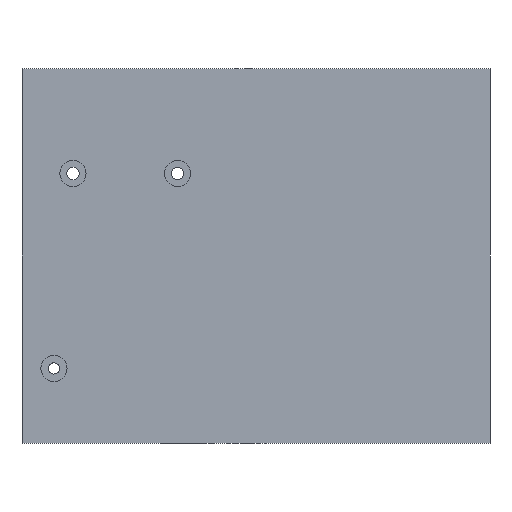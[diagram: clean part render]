
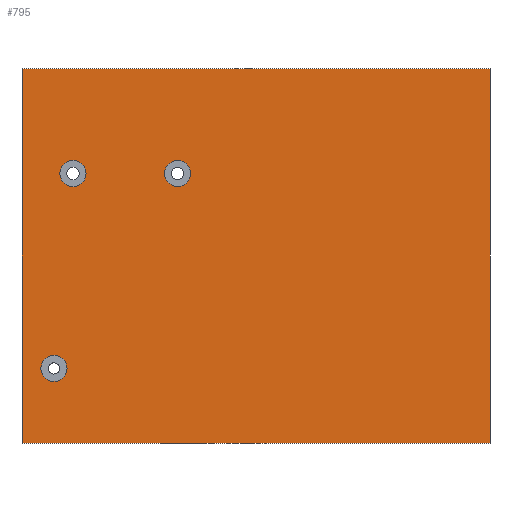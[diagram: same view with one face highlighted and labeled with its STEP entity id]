
A CAD part, front view. The second image highlights one B-rep face of the part: STEP entity #795.
In plain terms, the highlighted planar face has unit normal (0, -1, 0).
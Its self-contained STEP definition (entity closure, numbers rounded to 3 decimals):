
#34=FACE_BOUND('',#168,.T.);
#35=FACE_BOUND('',#169,.T.);
#36=FACE_BOUND('',#170,.T.);
#66=PLANE('',#872);
#107=FACE_OUTER_BOUND('',#167,.T.);
#167=EDGE_LOOP('',(#737,#738,#739,#740));
#168=EDGE_LOOP('',(#741));
#169=EDGE_LOOP('',(#742));
#170=EDGE_LOOP('',(#743));
#236=LINE('',#1238,#319);
#239=LINE('',#1243,#322);
#241=LINE('',#1247,#324);
#242=LINE('',#1249,#325);
#319=VECTOR('',#1008,10.);
#322=VECTOR('',#1013,10.);
#324=VECTOR('',#1017,10.);
#325=VECTOR('',#1020,10.);
#350=CIRCLE('',#854,3.5);
#353=CIRCLE('',#859,3.5);
#356=CIRCLE('',#864,3.5);
#411=VERTEX_POINT('',#1235);
#412=VERTEX_POINT('',#1237);
#413=VERTEX_POINT('',#1241);
#414=VERTEX_POINT('',#1245);
#420=VERTEX_POINT('',#1267);
#423=VERTEX_POINT('',#1276);
#426=VERTEX_POINT('',#1285);
#504=EDGE_CURVE('',#412,#411,#236,.T.);
#507=EDGE_CURVE('',#411,#413,#239,.T.);
#509=EDGE_CURVE('',#413,#414,#241,.T.);
#510=EDGE_CURVE('',#414,#412,#242,.T.);
#519=EDGE_CURVE('',#420,#420,#350,.T.);
#523=EDGE_CURVE('',#423,#423,#353,.T.);
#527=EDGE_CURVE('',#426,#426,#356,.T.);
#737=ORIENTED_EDGE('',*,*,#507,.T.);
#738=ORIENTED_EDGE('',*,*,#509,.T.);
#739=ORIENTED_EDGE('',*,*,#510,.T.);
#740=ORIENTED_EDGE('',*,*,#504,.T.);
#741=ORIENTED_EDGE('',*,*,#519,.T.);
#742=ORIENTED_EDGE('',*,*,#523,.T.);
#743=ORIENTED_EDGE('',*,*,#527,.T.);
#795=ADVANCED_FACE('',(#107,#34,#35,#36),#66,.F.);
#854=AXIS2_PLACEMENT_3D('',#1268,#1040,#1041);
#859=AXIS2_PLACEMENT_3D('',#1277,#1051,#1052);
#864=AXIS2_PLACEMENT_3D('',#1286,#1062,#1063);
#872=AXIS2_PLACEMENT_3D('',#1300,#1082,#1083);
#1008=DIRECTION('',(0.,0.,1.));
#1013=DIRECTION('',(-1.,0.,0.));
#1017=DIRECTION('',(0.,0.,-1.));
#1020=DIRECTION('',(1.,0.,0.));
#1040=DIRECTION('center_axis',(0.,1.,0.));
#1041=DIRECTION('ref_axis',(1.,0.,0.));
#1051=DIRECTION('center_axis',(0.,1.,0.));
#1052=DIRECTION('ref_axis',(1.,0.,0.));
#1062=DIRECTION('center_axis',(0.,1.,0.));
#1063=DIRECTION('ref_axis',(1.,0.,0.));
#1082=DIRECTION('center_axis',(0.,1.,0.));
#1083=DIRECTION('ref_axis',(1.,0.,0.));
#1235=CARTESIAN_POINT('',(125.,0.,100.));
#1237=CARTESIAN_POINT('',(125.,0.,0.));
#1238=CARTESIAN_POINT('',(125.,0.,0.));
#1241=CARTESIAN_POINT('',(0.,0.,100.));
#1243=CARTESIAN_POINT('',(125.,0.,100.));
#1245=CARTESIAN_POINT('',(0.,0.,0.));
#1247=CARTESIAN_POINT('',(0.,0.,100.));
#1249=CARTESIAN_POINT('',(0.,0.,0.));
#1267=CARTESIAN_POINT('',(5.04,0.,19.97));
#1268=CARTESIAN_POINT('Origin',(8.54,0.,19.97));
#1276=CARTESIAN_POINT('',(10.12,0.,72.04));
#1277=CARTESIAN_POINT('Origin',(13.62,0.,72.04));
#1285=CARTESIAN_POINT('',(38.06,0.,72.04));
#1286=CARTESIAN_POINT('Origin',(41.56,0.,72.04));
#1300=CARTESIAN_POINT('Origin',(62.5,0.,50.));
